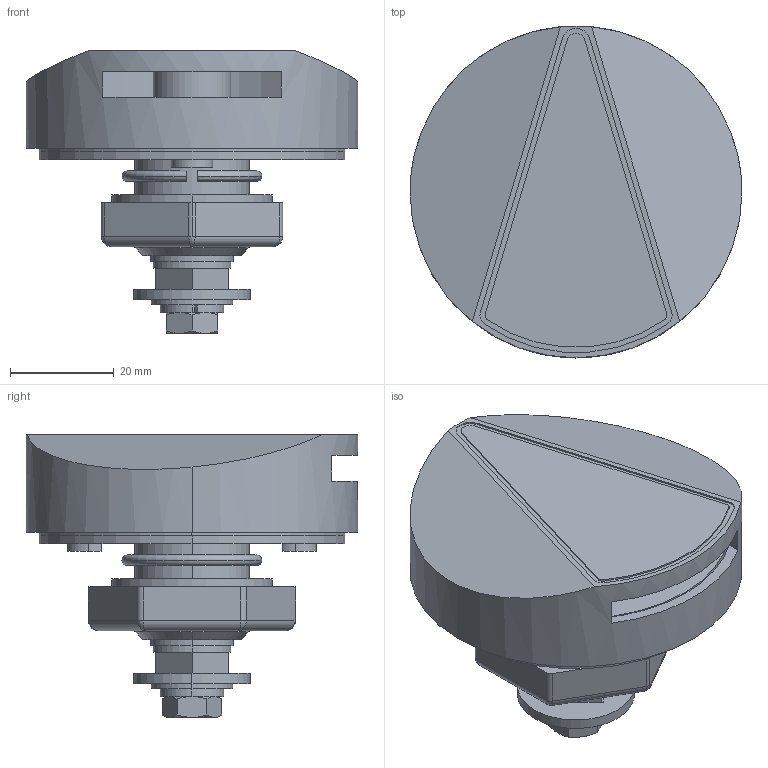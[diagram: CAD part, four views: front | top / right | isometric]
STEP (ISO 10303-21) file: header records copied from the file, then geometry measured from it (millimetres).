
FILE_DESCRIPTION (( 'STEP AP203' ), '1' );
FILE_NAME ('A-316-2.STEP', '2021-07-02T06:57:10', ( '' ), ( '' ), 'SwSTEP 2.0', 'SolidWorks 2018', '' );
FILE_SCHEMA (( 'CONFIG_CONTROL_DESIGN' ));
Length unit declared in the file: millimetre
Products named in the file (8): A-316-2_ring washer_; A-316-2_hex head bolt__M6x16十字穴付六角ボルト(鉄)ダブルセムス(P3)旧JIS; A-316-2_packing_; A-316-2_body_; A-316-2_cover_; A-316-2_Square Spacer_; A-316-2_nut_; A-316-2
Assembly tree (7 placements, depth 2):
  A-316-2
    A-316-2_body_
    A-316-2_cover_
    A-316-2_packing_
    A-316-2_ring washer_
    A-316-2_nut_
    A-316-2_Square Spacer_
    A-316-2_hex head bolt__M6x16十字穴付六角ボルト(鉄)ダブルセムス(P3)旧JIS
Bounding box: 64 x 64 x 54.5 mm (x, y, z)
Volume: 59633.4 mm3; surface area: 35196.5 mm2
Topology: 7 solids, 7 shells, 199 faces, 472 edges, 295 vertices
Faces by surface type: plane 87, cylinder 80, cone 22, bspline 6, torus 4
Entity records: 6824 total; most frequent: CARTESIAN_POINT 1398, DIRECTION 996, ORIENTED_EDGE 928, EDGE_CURVE 464, AXIS2_PLACEMENT_3D 381, VERTEX_POINT 295, VECTOR 234, LINE 234
